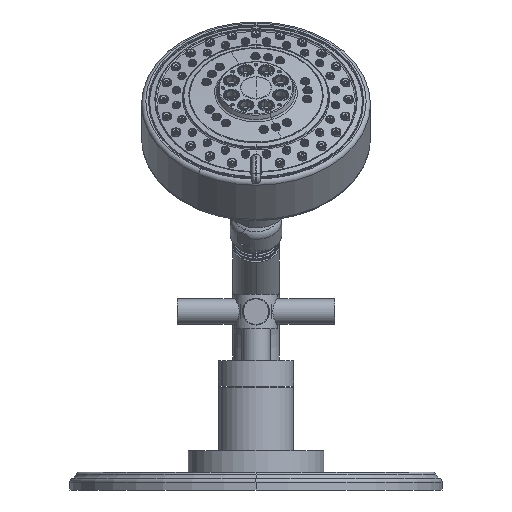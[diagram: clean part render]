
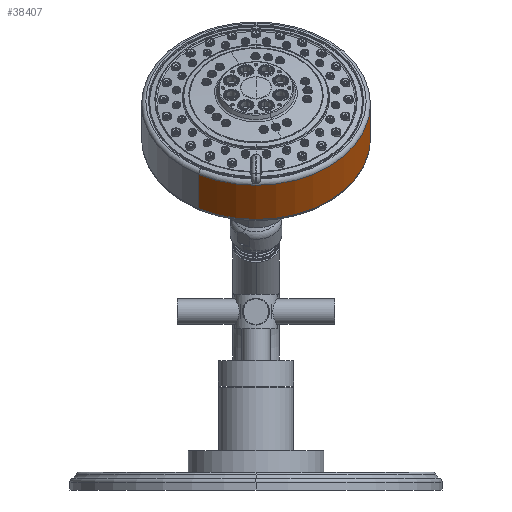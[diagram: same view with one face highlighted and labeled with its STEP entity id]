
A CAD part, front view. The second image highlights one B-rep face of the part: STEP entity #38407.
In plain terms, the highlighted cylindrical face has radius 50.8 mm (diameter 101.6 mm), a partial arc.
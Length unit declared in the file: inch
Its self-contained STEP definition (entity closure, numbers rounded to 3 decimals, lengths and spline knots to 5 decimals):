
#12492=CARTESIAN_POINT('',(0.,8.23764,6.73723));
#12493=DIRECTION('',(0.,0.707,-0.707));
#12494=DIRECTION('',(0.5,0.612,0.612));
#12495=AXIS2_PLACEMENT_3D('',#12492,#12493,#12494);
#12497=CARTESIAN_POINT('',(0.,8.8345,6.14038));
#12498=DIRECTION('',(0.,-0.707,0.707));
#12499=DIRECTION('',(-0.5,-0.612,-0.612));
#12500=AXIS2_PLACEMENT_3D('',#12497,#12498,#12499);
#12507=DIRECTION('',(0.,-0.707,0.707));
#12508=VECTOR('',#12507,0.84408);
#12509=CARTESIAN_POINT('',(-1.,7.60975,4.91563));
#12510=LINE('',#12509,#12508);
#12516=DIRECTION('',(0.,-0.707,0.707));
#12517=VECTOR('',#12516,0.84408);
#12518=CARTESIAN_POINT('',(1.,10.05924,7.36512));
#12519=LINE('',#12518,#12517);
#35693=CARTESIAN_POINT('',(-1.,7.60975,4.91563));
#35695=VERTEX_POINT('',#35693);
#35697=CARTESIAN_POINT('',(1.,10.05924,7.36512));
#35699=VERTEX_POINT('',#35697);
#35712=CARTESIAN_POINT('',(1.,9.46239,7.96198));
#35713=CARTESIAN_POINT('',(-1.,7.0129,5.51249));
#35714=VERTEX_POINT('',#35712);
#35715=VERTEX_POINT('',#35713);
#38393=CARTESIAN_POINT('',(0.,9.38823,5.58664));
#38394=DIRECTION('',(0.,-0.707,0.707));
#38395=DIRECTION('',(-0.5,-0.612,-0.612));
#38396=AXIS2_PLACEMENT_3D('',#38393,#38394,#38395);
#38397=CYLINDRICAL_SURFACE('',#38396,2.);
#38398=ORIENTED_EDGE('',*,*,#38383,.F.);
#38400=ORIENTED_EDGE('',*,*,#38399,.F.);
#38402=ORIENTED_EDGE('',*,*,#38401,.F.);
#38404=ORIENTED_EDGE('',*,*,#38403,.T.);
#38405=EDGE_LOOP('',(#38398,#38400,#38402,#38404));
#38406=FACE_OUTER_BOUND('',#38405,.F.);
#38407=ADVANCED_FACE('',(#38406),#38397,.T.);
#12496=CIRCLE('',#12495,2.);
#12501=CIRCLE('',#12500,2.);
#38383=EDGE_CURVE('',#35714,#35715,#12496,.T.);
#38399=EDGE_CURVE('',#35699,#35714,#12519,.T.);
#38401=EDGE_CURVE('',#35695,#35699,#12501,.T.);
#38403=EDGE_CURVE('',#35695,#35715,#12510,.T.);
